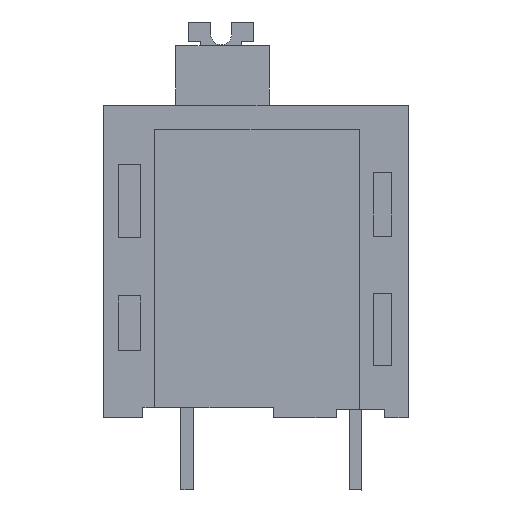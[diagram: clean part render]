
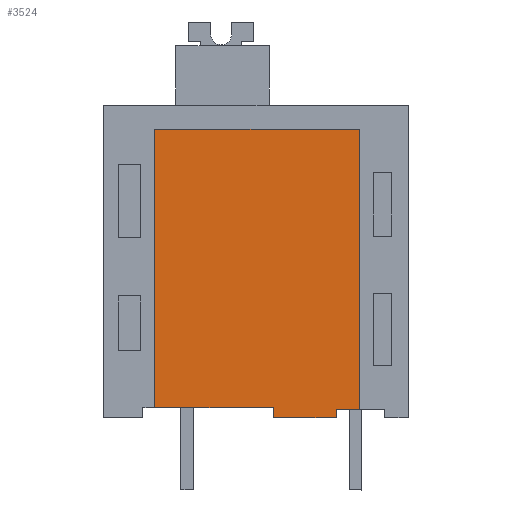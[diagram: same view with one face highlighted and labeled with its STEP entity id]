
A CAD part, left-side view. The second image highlights one B-rep face of the part: STEP entity #3524.
In plain terms, the highlighted planar face has unit normal (-1, 0, 0).
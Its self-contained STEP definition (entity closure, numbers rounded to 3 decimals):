
#3500=AXIS2_PLACEMENT_3D('Plane Axis2P3D',#3497,#3498,#3499) ;
#355=CARTESIAN_POINT('Vertex',(1.1,6.55,4.)) ;
#358=CARTESIAN_POINT('Line Origine',(1.1,9.439,4.)) ;
#362=CARTESIAN_POINT('Vertex',(1.1,12.329,4.)) ;
#389=CARTESIAN_POINT('Line Origine',(1.1,12.329,10.764)) ;
#393=CARTESIAN_POINT('Vertex',(1.1,12.329,17.529)) ;
#418=CARTESIAN_POINT('Vertex',(1.1,2.371,17.529)) ;
#421=CARTESIAN_POINT('Line Origine',(1.1,7.35,17.529)) ;
#439=CARTESIAN_POINT('Line Origine',(1.1,2.371,10.714)) ;
#443=CARTESIAN_POINT('Vertex',(1.1,2.371,3.9)) ;
#468=CARTESIAN_POINT('Vertex',(1.1,3.5,3.9)) ;
#485=CARTESIAN_POINT('Line Origine',(1.1,2.936,3.9)) ;
#3481=CARTESIAN_POINT('Vertex',(1.1,6.55,3.5)) ;
#3484=CARTESIAN_POINT('Line Origine',(1.1,6.55,3.75)) ;
#3497=CARTESIAN_POINT('Axis2P3D Location',(1.1,14.8,0.)) ;
#3502=CARTESIAN_POINT('Line Origine',(1.1,5.025,3.5)) ;
#3506=CARTESIAN_POINT('Vertex',(1.1,3.5,3.5)) ;
#3509=CARTESIAN_POINT('Line Origine',(1.1,3.5,3.7)) ;
#359=DIRECTION('Vector Direction',(0.,1.,0.)) ;
#390=DIRECTION('Vector Direction',(0.,0.,-1.)) ;
#422=DIRECTION('Vector Direction',(0.,-1.,0.)) ;
#440=DIRECTION('Vector Direction',(0.,0.,1.)) ;
#486=DIRECTION('Vector Direction',(0.,-1.,0.)) ;
#3485=DIRECTION('Vector Direction',(0.,0.,1.)) ;
#3498=DIRECTION('Axis2P3D Direction',(-1.,0.,0.)) ;
#3499=DIRECTION('Axis2P3D XDirection',(0.,-1.,0.)) ;
#3503=DIRECTION('Vector Direction',(0.,1.,0.)) ;
#3510=DIRECTION('Vector Direction',(0.,0.,1.)) ;
#360=VECTOR('Line Direction',#359,1.) ;
#391=VECTOR('Line Direction',#390,1.) ;
#423=VECTOR('Line Direction',#422,1.) ;
#441=VECTOR('Line Direction',#440,1.) ;
#487=VECTOR('Line Direction',#486,1.) ;
#3486=VECTOR('Line Direction',#3485,1.) ;
#3504=VECTOR('Line Direction',#3503,1.) ;
#3511=VECTOR('Line Direction',#3510,1.) ;
#3515=ORIENTED_EDGE('',*,*,#364,.F.) ;
#3516=ORIENTED_EDGE('',*,*,#3488,.F.) ;
#3517=ORIENTED_EDGE('',*,*,#3508,.T.) ;
#3518=ORIENTED_EDGE('',*,*,#3513,.T.) ;
#3519=ORIENTED_EDGE('',*,*,#489,.T.) ;
#3520=ORIENTED_EDGE('',*,*,#445,.T.) ;
#3521=ORIENTED_EDGE('',*,*,#425,.T.) ;
#3522=ORIENTED_EDGE('',*,*,#395,.T.) ;
#3524=ADVANCED_FACE('HOUSING',(#3523),#3501,.T.) ;
#364=EDGE_CURVE('',#356,#363,#361,.T.) ;
#395=EDGE_CURVE('',#394,#363,#392,.T.) ;
#425=EDGE_CURVE('',#419,#394,#424,.F.) ;
#445=EDGE_CURVE('',#444,#419,#442,.T.) ;
#489=EDGE_CURVE('',#469,#444,#488,.T.) ;
#3488=EDGE_CURVE('',#3482,#356,#3487,.T.) ;
#3508=EDGE_CURVE('',#3482,#3507,#3505,.F.) ;
#3513=EDGE_CURVE('',#3507,#469,#3512,.T.) ;
#3514=EDGE_LOOP('',(#3515,#3516,#3517,#3518,#3519,#3520,#3521,#3522)) ;
#3523=FACE_OUTER_BOUND('',#3514,.T.) ;
#361=LINE('Line',#358,#360) ;
#392=LINE('Line',#389,#391) ;
#424=LINE('Line',#421,#423) ;
#442=LINE('Line',#439,#441) ;
#488=LINE('Line',#485,#487) ;
#3487=LINE('Line',#3484,#3486) ;
#3505=LINE('Line',#3502,#3504) ;
#3512=LINE('Line',#3509,#3511) ;
#3501=PLANE('',#3500) ;
#356=VERTEX_POINT('',#355) ;
#363=VERTEX_POINT('',#362) ;
#394=VERTEX_POINT('',#393) ;
#419=VERTEX_POINT('',#418) ;
#444=VERTEX_POINT('',#443) ;
#469=VERTEX_POINT('',#468) ;
#3482=VERTEX_POINT('',#3481) ;
#3507=VERTEX_POINT('',#3506) ;
